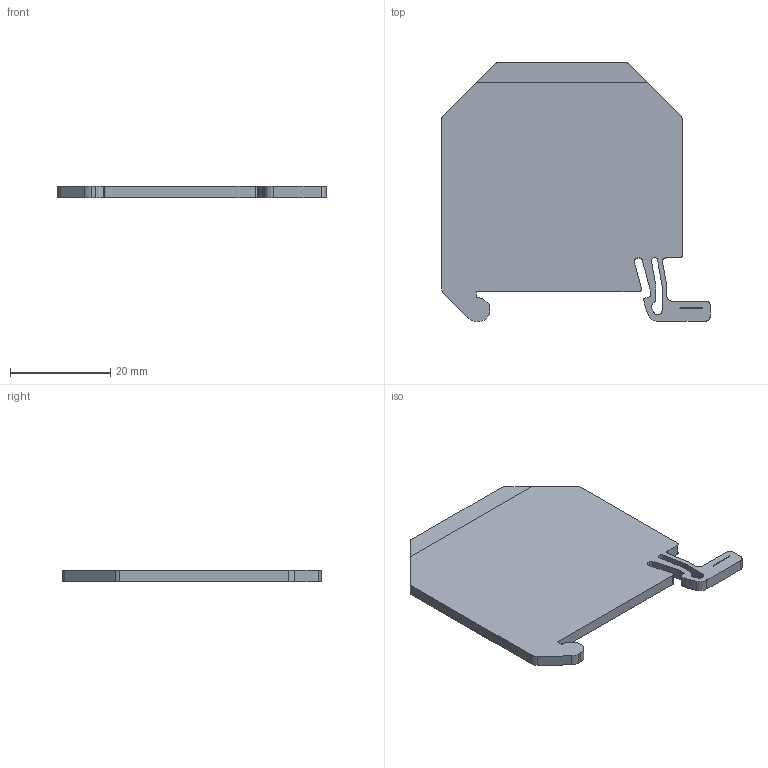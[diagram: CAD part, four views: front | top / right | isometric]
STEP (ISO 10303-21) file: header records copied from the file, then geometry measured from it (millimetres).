
FILE_DESCRIPTION(/* description */ (''),/* implementation_level */ '2;1');
FILE_NAME(/* name */ 'SADS.stp',/* time_stamp */ '2022-03-19T11:38:14+08:00',/* author */ (''),/* organization */ (''),/* preprocessor_version */ 'ST-DEVELOPER v16.7',/* originating_system */ 'SIEMENS PLM Software NX 12.0',/* authorisation */ '');
FILE_SCHEMA (('AUTOMOTIVE_DESIGN { 1 0 10303 214 3 1 1 1 }'));
Length unit declared in the file: millimetre
Products named in the file (1): SP358CB622ytpb
Bounding box: 53.61 x 51.6 x 2.2 mm (x, y, z)
Volume: 4644.5 mm3; surface area: 4798.8 mm2
Topology: 1 solids, 1 shells, 69 faces, 204 edges, 136 vertices
Faces by surface type: plane 38, cylinder 31
Entity records: 2360 total; most frequent: CARTESIAN_POINT 410, ORIENTED_EDGE 408, DIRECTION 406, EDGE_CURVE 204, LINE 142, VECTOR 142, VERTEX_POINT 136, AXIS2_PLACEMENT_3D 132
